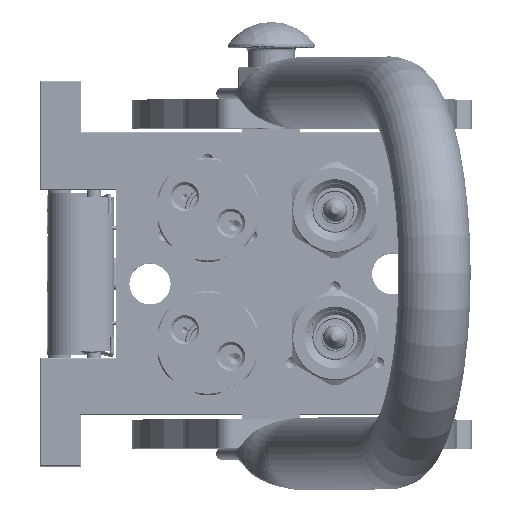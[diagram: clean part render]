
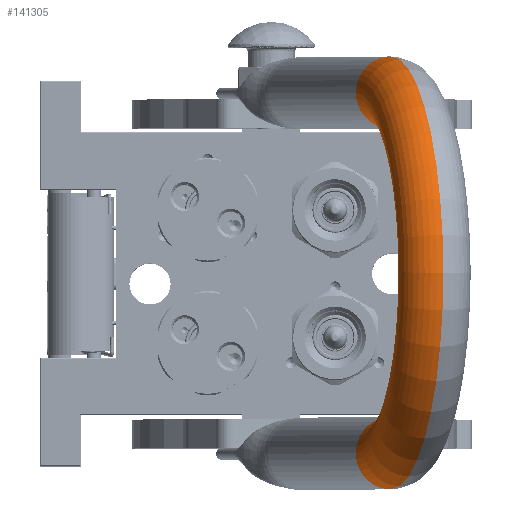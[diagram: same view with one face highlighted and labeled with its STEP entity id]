
A CAD part, top view. The second image highlights one B-rep face of the part: STEP entity #141305.
In plain terms, the highlighted toroidal (fillet/blend) face has major radius 62.25 mm and minor radius 12.5 mm.
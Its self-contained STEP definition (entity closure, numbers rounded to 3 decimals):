
#7005 = CARTESIAN_POINT ( 'NONE',  ( 0., 0., 125.25 ) ) ;
#8545 = DIRECTION ( 'NONE',  ( 0., 1., 0. ) ) ;
#8889 = VERTEX_POINT ( 'NONE', #151723 ) ;
#10597 = CARTESIAN_POINT ( 'NONE',  ( 0., 0., 125.25 ) ) ;
#15563 = ORIENTED_EDGE ( 'NONE', *, *, #151957, .T. ) ;
#16030 = CARTESIAN_POINT ( 'NONE',  ( 74.75, 0., 125.25 ) ) ;
#18354 = VERTEX_POINT ( 'NONE', #16030 ) ;
#23503 = VERTEX_POINT ( 'NONE', #144385 ) ;
#26565 = CARTESIAN_POINT ( 'NONE',  ( -62.25, 0., 125.25 ) ) ;
#29984 = DIRECTION ( 'NONE',  ( 0., 1., 0. ) ) ;
#31574 = CARTESIAN_POINT ( 'NONE',  ( 62.25, 0., 125.25 ) ) ;
#32258 = TOROIDAL_SURFACE ( 'NONE', #126215, 62.25, 12.5 ) ;
#37897 = EDGE_CURVE ( 'NONE', #8889, #120161, #119015, .T. ) ;
#39708 = AXIS2_PLACEMENT_3D ( 'NONE', #43147, #126796, #128351 ) ;
#43147 = CARTESIAN_POINT ( 'NONE',  ( 0., 0., 125.25 ) ) ;
#44530 = ORIENTED_EDGE ( 'NONE', *, *, #119519, .T. ) ;
#55897 = AXIS2_PLACEMENT_3D ( 'NONE', #31574, #140348, #91790 ) ;
#59387 = AXIS2_PLACEMENT_3D ( 'NONE', #10597, #8545, #139807 ) ;
#60615 = DIRECTION ( 'NONE',  ( 0., 0., 1. ) ) ;
#63981 = AXIS2_PLACEMENT_3D ( 'NONE', #26565, #60615, #98215 ) ;
#77607 = DIRECTION ( 'NONE',  ( 1., 0., 0. ) ) ;
#91790 = DIRECTION ( 'NONE',  ( -1., 0., 0. ) ) ;
#98215 = DIRECTION ( 'NONE',  ( 1., 0., 0. ) ) ;
#100773 = CIRCLE ( 'NONE', #55897, 12.5 ) ;
#105725 = CIRCLE ( 'NONE', #63981, 12.5 ) ;
#118423 = CARTESIAN_POINT ( 'NONE',  ( 49.75, 0., 125.25 ) ) ;
#119015 = CIRCLE ( 'NONE', #39708, 49.75 ) ;
#119519 = EDGE_CURVE ( 'NONE', #8889, #23503, #105725, .T. ) ;
#119756 = EDGE_LOOP ( 'NONE', ( #15563, #149976, #125816, #44530 ) ) ;
#120161 = VERTEX_POINT ( 'NONE', #118423 ) ;
#123973 = FACE_OUTER_BOUND ( 'NONE', #119756, .T. ) ;
#125816 = ORIENTED_EDGE ( 'NONE', *, *, #37897, .F. ) ;
#126215 = AXIS2_PLACEMENT_3D ( 'NONE', #7005, #29984, #77607 ) ;
#126796 = DIRECTION ( 'NONE',  ( 0., 1., 0. ) ) ;
#128351 = DIRECTION ( 'NONE',  ( -1., 0., 0. ) ) ;
#139807 = DIRECTION ( 'NONE',  ( -1., 0., 0. ) ) ;
#140348 = DIRECTION ( 'NONE',  ( 0., 0., -1. ) ) ;
#141305 = ADVANCED_FACE ( 'NONE', ( #123973 ), #32258, .T. ) ;
#144385 = CARTESIAN_POINT ( 'NONE',  ( -74.75, 0., 125.25 ) ) ;
#146148 = CIRCLE ( 'NONE', #59387, 74.75 ) ;
#148762 = EDGE_CURVE ( 'NONE', #120161, #18354, #100773, .T. ) ;
#149976 = ORIENTED_EDGE ( 'NONE', *, *, #148762, .F. ) ;
#151723 = CARTESIAN_POINT ( 'NONE',  ( -49.75, 0., 125.25 ) ) ;
#151957 = EDGE_CURVE ( 'NONE', #23503, #18354, #146148, .T. ) ;
